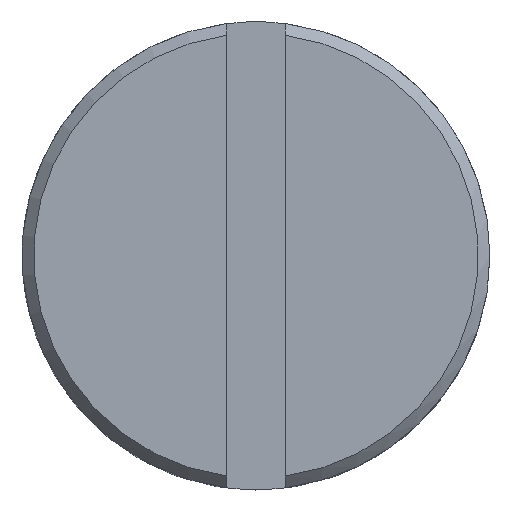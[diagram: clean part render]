
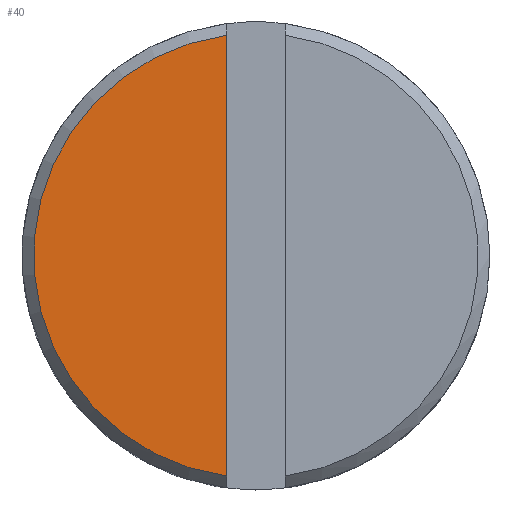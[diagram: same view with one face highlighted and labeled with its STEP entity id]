
A CAD part, top view. The second image highlights one B-rep face of the part: STEP entity #40.
In plain terms, the highlighted planar face has unit normal (0, 0, 1).
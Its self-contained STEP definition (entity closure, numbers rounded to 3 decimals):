
#40 = ADVANCED_FACE( '', ( #87 ), #88, .T. );
#87 = FACE_OUTER_BOUND( '', #142, .T. );
#88 = PLANE( '', #143 );
#142 = EDGE_LOOP( '', ( #193, #194 ) );
#143 = AXIS2_PLACEMENT_3D( '', #195, #196, #197 );
#193 = ORIENTED_EDGE( '', *, *, #294, .T. );
#194 = ORIENTED_EDGE( '', *, *, #295, .T. );
#195 = CARTESIAN_POINT( '', ( 0., 0., 12.9 ) );
#196 = DIRECTION( '', ( 0., 0., 1. ) );
#197 = DIRECTION( '', ( 1., 0., 0. ) );
#294 = EDGE_CURVE( '', #334, #335, #336, .T. );
#295 = EDGE_CURVE( '', #335, #334, #337, .T. );
#334 = VERTEX_POINT( '', #390 );
#335 = VERTEX_POINT( '', #391 );
#336 = LINE( '', #392, #393 );
#337 = CIRCLE( '', #394, 3.8 );
#390 = CARTESIAN_POINT( '', ( -0.5, -3.767, 12.9 ) );
#391 = CARTESIAN_POINT( '', ( -0.5, 3.767, 12.9 ) );
#392 = CARTESIAN_POINT( '', ( -0.5, -10., 12.9 ) );
#393 = VECTOR( '', #466, 1000. );
#394 = AXIS2_PLACEMENT_3D( '', #467, #468, #469 );
#466 = DIRECTION( '', ( 0., 1., 0. ) );
#467 = CARTESIAN_POINT( '', ( 0., 0., 12.9 ) );
#468 = DIRECTION( '', ( 0., 0., 1. ) );
#469 = DIRECTION( '', ( 1., 0., 0. ) );
